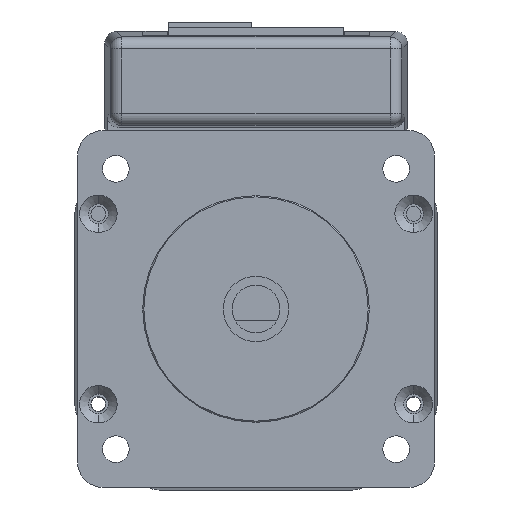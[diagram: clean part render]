
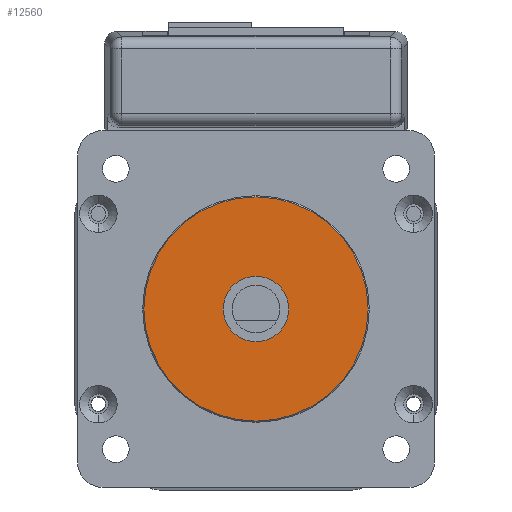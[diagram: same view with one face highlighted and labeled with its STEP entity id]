
A CAD part, front view. The second image highlights one B-rep face of the part: STEP entity #12560.
In plain terms, the highlighted planar face has unit normal (0, -1, 0).
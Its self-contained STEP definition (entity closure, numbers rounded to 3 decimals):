
#11077 = EDGE_CURVE ( 'NONE', #11079, #11081, #128441, .T. ) ;
#11079 = VERTEX_POINT ( 'NONE', #128496 ) ;
#11081 = VERTEX_POINT ( 'NONE', #128494 ) ;
#11214 = EDGE_CURVE ( 'NONE', #11216, #11217, #128707, .T. ) ;
#11216 = VERTEX_POINT ( 'NONE', #128702 ) ;
#11217 = VERTEX_POINT ( 'NONE', #128701 ) ;
#12487 = EDGE_LOOP ( 'NONE', ( #12489, #12493 ) ) ;
#12489 = ORIENTED_EDGE ( 'NONE', *, *, #12491, .T. ) ;
#12491 = EDGE_CURVE ( 'NONE', #11217, #11216, #130921, .T. ) ;
#12493 = ORIENTED_EDGE ( 'NONE', *, *, #11214, .T. ) ;
#12560 = ADVANCED_FACE ( 'NONE', ( #131074, #131073 ), #131072, .T. ) ;
#12562 = EDGE_LOOP ( 'NONE', ( #12564, #12567 ) ) ;
#12564 = ORIENTED_EDGE ( 'NONE', *, *, #12565, .T. ) ;
#12565 = EDGE_CURVE ( 'NONE', #11081, #11079, #131062, .T. ) ;
#12567 = ORIENTED_EDGE ( 'NONE', *, *, #11077, .T. ) ;
#128437 = DIRECTION ( 'NONE',  ( 0., 0., -1. ) ) ;
#128438 = DIRECTION ( 'NONE',  ( 0., -1., 0. ) ) ;
#128439 = CARTESIAN_POINT ( 'NONE',  ( 0., -1.5, 0. ) ) ;
#128440 = AXIS2_PLACEMENT_3D ( 'NONE', #128439, #128438, #128437 ) ;
#128441 = CIRCLE ( 'NONE', #128440, 18.85 ) ;
#128494 = CARTESIAN_POINT ( 'NONE',  ( 0., -1.5, 18.85 ) ) ;
#128496 = CARTESIAN_POINT ( 'NONE',  ( 0., -1.5, -18.85 ) ) ;
#128701 = CARTESIAN_POINT ( 'NONE',  ( 0., -1.5, 5.5 ) ) ;
#128702 = CARTESIAN_POINT ( 'NONE',  ( 0., -1.5, -5.5 ) ) ;
#128703 = DIRECTION ( 'NONE',  ( 0., 0., 1. ) ) ;
#128704 = DIRECTION ( 'NONE',  ( 0., 1., 0. ) ) ;
#128705 = CARTESIAN_POINT ( 'NONE',  ( 0., -1.5, 0. ) ) ;
#128706 = AXIS2_PLACEMENT_3D ( 'NONE', #128705, #128704, #128703 ) ;
#128707 = CIRCLE ( 'NONE', #128706, 5.5 ) ;
#130917 = DIRECTION ( 'NONE',  ( 0., 0., 1. ) ) ;
#130918 = DIRECTION ( 'NONE',  ( 0., 1., 0. ) ) ;
#130919 = CARTESIAN_POINT ( 'NONE',  ( 0., -1.5, 0. ) ) ;
#130920 = AXIS2_PLACEMENT_3D ( 'NONE', #130919, #130918, #130917 ) ;
#130921 = CIRCLE ( 'NONE', #130920, 5.5 ) ;
#131058 = DIRECTION ( 'NONE',  ( 0., 0., -1. ) ) ;
#131059 = DIRECTION ( 'NONE',  ( 0., -1., 0. ) ) ;
#131060 = CARTESIAN_POINT ( 'NONE',  ( 0., -1.5, 0. ) ) ;
#131061 = AXIS2_PLACEMENT_3D ( 'NONE', #131060, #131059, #131058 ) ;
#131062 = CIRCLE ( 'NONE', #131061, 18.85 ) ;
#131068 = DIRECTION ( 'NONE',  ( 0., 0., -1. ) ) ;
#131069 = DIRECTION ( 'NONE',  ( 0., -1., 0. ) ) ;
#131070 = CARTESIAN_POINT ( 'NONE',  ( 0., -1.5, 0. ) ) ;
#131071 = AXIS2_PLACEMENT_3D ( 'NONE', #131070, #131069, #131068 ) ;
#131072 = PLANE ( 'NONE',  #131071 ) ;
#131073 = FACE_BOUND ( 'NONE', #12487, .T. ) ;
#131074 = FACE_OUTER_BOUND ( 'NONE', #12562, .T. ) ;
